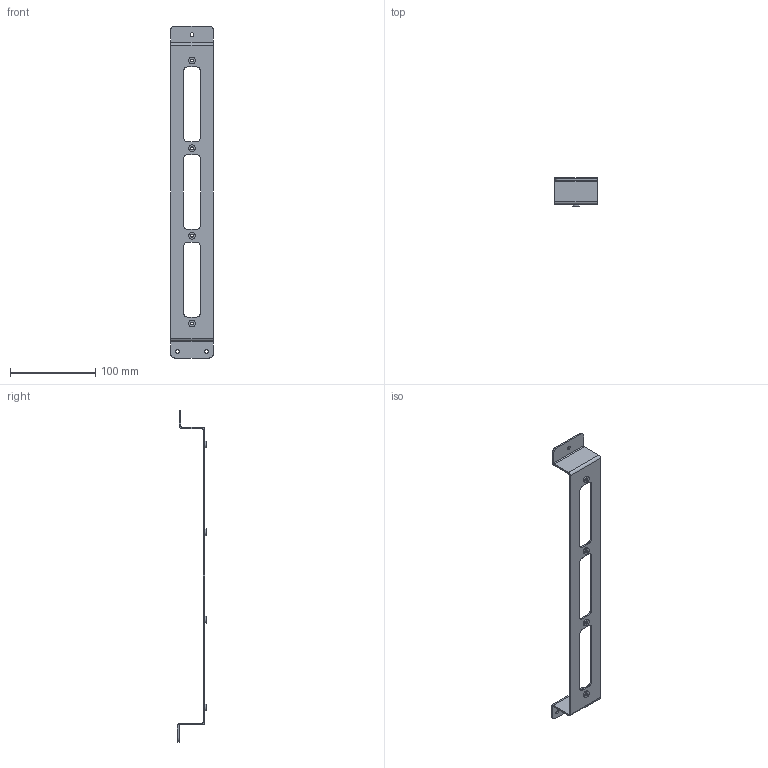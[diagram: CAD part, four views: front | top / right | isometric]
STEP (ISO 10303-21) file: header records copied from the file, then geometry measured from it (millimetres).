
FILE_DESCRIPTION (( 'STEP AP203' ), '1' );
FILE_NAME ('MS001-A.02.016JS.1.1MS001-A前灯条支架.step', '2021-08-27T10:46:33', ( 'Windows User' ), ( 'P R C' ), 'SwSTEP 2.0', 'SolidWorks 2016', '' );
FILE_SCHEMA (( 'CONFIG_CONTROL_DESIGN' ));
Length unit declared in the file: millimetre
Products named in the file (1): MS001-A.02.016JS.1.1MS001-A前灯条支架
Bounding box: 50 x 34 x 389 mm (x, y, z)
Volume: 34082.3 mm3; surface area: 37405.5 mm2
Topology: 1 solids, 1 shells, 76 faces, 210 edges, 140 vertices
Faces by surface type: cylinder 46, plane 30
Entity records: 2583 total; most frequent: DIRECTION 456, CARTESIAN_POINT 427, ORIENTED_EDGE 420, EDGE_CURVE 210, AXIS2_PLACEMENT_3D 169, VERTEX_POINT 140, VECTOR 118, LINE 118
